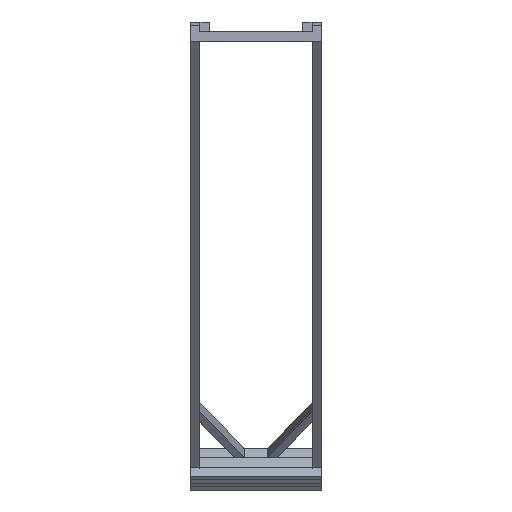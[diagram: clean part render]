
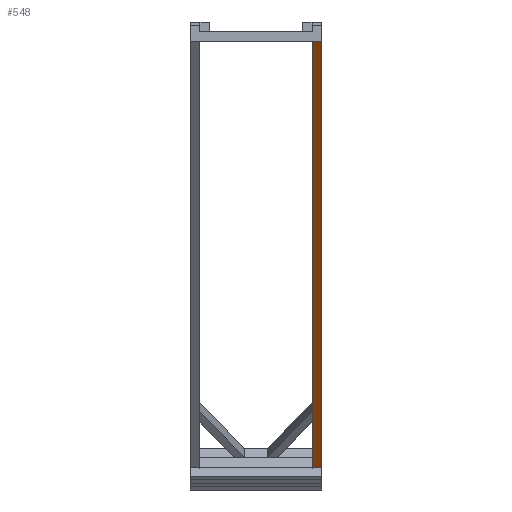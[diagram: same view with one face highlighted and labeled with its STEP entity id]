
A CAD part, left-side view. The second image highlights one B-rep face of the part: STEP entity #548.
In plain terms, the highlighted face is planar.
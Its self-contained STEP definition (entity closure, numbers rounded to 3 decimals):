
#340 = LINE ( 'NONE', #2081, #3540 ) ;
#419 = ORIENTED_EDGE ( 'NONE', *, *, #2034, .F. ) ;
#425 = LINE ( 'NONE', #2374, #513 ) ;
#456 = CARTESIAN_POINT ( 'NONE',  ( 46.841, 51.35, -125.397 ) ) ;
#513 = VECTOR ( 'NONE', #2667, 1000. ) ;
#548 = ADVANCED_FACE ( 'NONE', ( #2904 ), #1028, .T. ) ;
#738 = DIRECTION ( 'NONE',  ( -0.937, 0., -0.35 ) ) ;
#792 = CARTESIAN_POINT ( 'NONE',  ( 46.841, 8.65, -125.397 ) ) ;
#959 = CARTESIAN_POINT ( 'NONE',  ( 396.5, 8.65, 5.216 ) ) ;
#991 = VERTEX_POINT ( 'NONE', #2933 ) ;
#1028 = PLANE ( 'NONE',  #2005 ) ;
#1100 = VECTOR ( 'NONE', #2791, 1000. ) ;
#1219 = LINE ( 'NONE', #2301, #3416 ) ;
#1536 = DIRECTION ( 'NONE',  ( 0., -1., 0. ) ) ;
#1824 = EDGE_CURVE ( 'NONE', #3622, #3370, #340, .T. ) ;
#1999 = CARTESIAN_POINT ( 'NONE',  ( 1.432, 8.65, -142.359 ) ) ;
#2005 = AXIS2_PLACEMENT_3D ( 'NONE', #456, #2452, #738 ) ;
#2015 = ORIENTED_EDGE ( 'NONE', *, *, #3618, .T. ) ;
#2034 = EDGE_CURVE ( 'NONE', #3370, #2935, #2620, .T. ) ;
#2081 = CARTESIAN_POINT ( 'NONE',  ( 1.432, 11.825, -142.359 ) ) ;
#2301 = CARTESIAN_POINT ( 'NONE',  ( 396.5, 51.35, 5.216 ) ) ;
#2374 = CARTESIAN_POINT ( 'NONE',  ( 26.951, 11.825, -132.827 ) ) ;
#2407 = CARTESIAN_POINT ( 'NONE',  ( 1.432, 11.825, -142.359 ) ) ;
#2452 = DIRECTION ( 'NONE',  ( 0.35, 0., -0.937 ) ) ;
#2620 = LINE ( 'NONE', #792, #1100 ) ;
#2667 = DIRECTION ( 'NONE',  ( 0.937, 0., 0.35 ) ) ;
#2725 = ORIENTED_EDGE ( 'NONE', *, *, #3442, .T. ) ;
#2791 = DIRECTION ( 'NONE',  ( 0.937, 0., 0.35 ) ) ;
#2841 = DIRECTION ( 'NONE',  ( 0., -1., 0. ) ) ;
#2904 = FACE_OUTER_BOUND ( 'NONE', #3641, .T. ) ;
#2933 = CARTESIAN_POINT ( 'NONE',  ( 396.5, 11.825, 5.216 ) ) ;
#2935 = VERTEX_POINT ( 'NONE', #959 ) ;
#2981 = ORIENTED_EDGE ( 'NONE', *, *, #1824, .F. ) ;
#3370 = VERTEX_POINT ( 'NONE', #1999 ) ;
#3416 = VECTOR ( 'NONE', #2841, 1000. ) ;
#3442 = EDGE_CURVE ( 'NONE', #991, #2935, #1219, .T. ) ;
#3540 = VECTOR ( 'NONE', #1536, 1000. ) ;
#3618 = EDGE_CURVE ( 'NONE', #3622, #991, #425, .T. ) ;
#3622 = VERTEX_POINT ( 'NONE', #2407 ) ;
#3641 = EDGE_LOOP ( 'NONE', ( #2015, #2725, #419, #2981 ) ) ;
